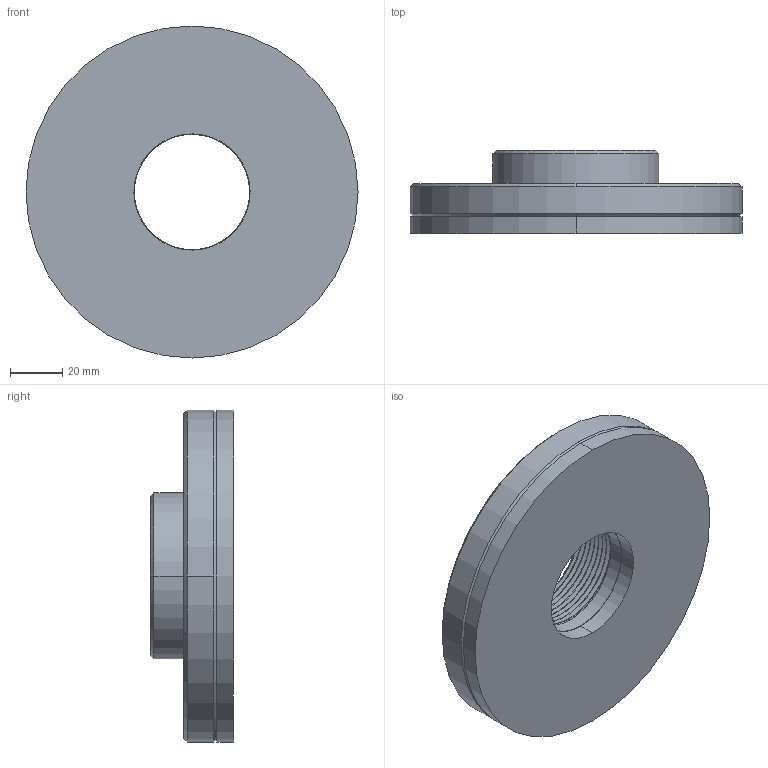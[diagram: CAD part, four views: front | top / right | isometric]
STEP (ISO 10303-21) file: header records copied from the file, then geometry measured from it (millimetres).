
FILE_DESCRIPTION (( 'STEP AP214' ), '1' );
FILE_NAME ('LM53-4855.STEP', '2024-01-30T00:28:18', ( '' ), ( '' ), 'SwSTEP 2.0', 'SolidWorks 2021', '' );
FILE_SCHEMA (( 'AUTOMOTIVE_DESIGN' ));
Length unit declared in the file: inch
Products named in the file (1): LM53-4855
Bounding box: 127 x 31.75 x 127 mm (x, y, z)
Volume: 229100.9 mm3; surface area: 60145.8 mm2
Topology: 2 solids, 2 shells, 48 faces, 123 edges, 80 vertices
Faces by surface type: cone 30, cylinder 10, plane 5, bspline 3
Entity records: 7736 total; most frequent: CARTESIAN_POINT 6578, ORIENTED_EDGE 246, DIRECTION 204, EDGE_CURVE 123, AXIS2_PLACEMENT_3D 83, VERTEX_POINT 80, EDGE_LOOP 53, ADVANCED_FACE 48
